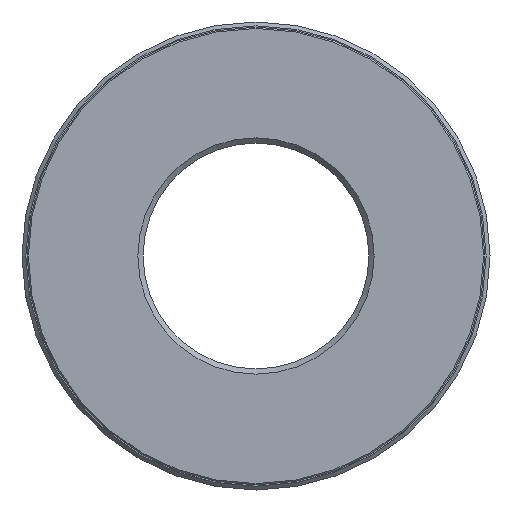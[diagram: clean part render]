
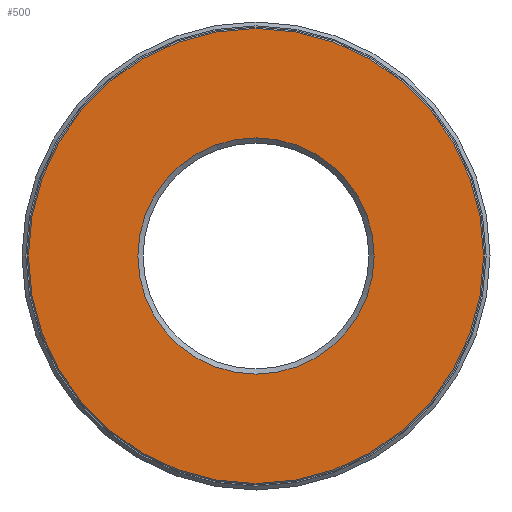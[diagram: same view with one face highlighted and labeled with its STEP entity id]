
A CAD part, front view. The second image highlights one B-rep face of the part: STEP entity #500.
In plain terms, the highlighted planar face has unit normal (0, -1, 0).
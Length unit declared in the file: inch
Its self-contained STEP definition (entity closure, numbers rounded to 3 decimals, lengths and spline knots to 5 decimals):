
#2 = DIRECTION ( 'NONE',  ( 0., 0., 1. ) ) ;
#22 = ORIENTED_EDGE ( 'NONE', *, *, #230, .F. ) ;
#25 = CIRCLE ( 'NONE', #249, 0.88125 ) ;
#33 = VERTEX_POINT ( 'NONE', #135 ) ;
#42 = CIRCLE ( 'NONE', #157, 0.4575 ) ;
#82 = PLANE ( 'NONE',  #573 ) ;
#91 = DIRECTION ( 'NONE',  ( 0., 0., 1. ) ) ;
#97 = EDGE_LOOP ( 'NONE', ( #22 ) ) ;
#135 = CARTESIAN_POINT ( 'NONE',  ( 0., 0., 0.88125 ) ) ;
#157 = AXIS2_PLACEMENT_3D ( 'NONE', #510, #464, #91 ) ;
#186 = CARTESIAN_POINT ( 'NONE',  ( 0., 0., 0.4575 ) ) ;
#230 = EDGE_CURVE ( 'NONE', #33, #33, #25, .T. ) ;
#241 = ORIENTED_EDGE ( 'NONE', *, *, #580, .T. ) ;
#249 = AXIS2_PLACEMENT_3D ( 'NONE', #561, #280, #2 ) ;
#257 = FACE_BOUND ( 'NONE', #453, .T. ) ;
#270 = DIRECTION ( 'NONE',  ( 0., 1., 0. ) ) ;
#280 = DIRECTION ( 'NONE',  ( 0., 1., 0. ) ) ;
#405 = CARTESIAN_POINT ( 'NONE',  ( 0., 0., 0. ) ) ;
#440 = VERTEX_POINT ( 'NONE', #186 ) ;
#449 = DIRECTION ( 'NONE',  ( 0., 0., 1. ) ) ;
#453 = EDGE_LOOP ( 'NONE', ( #241 ) ) ;
#464 = DIRECTION ( 'NONE',  ( 0., 1., 0. ) ) ;
#500 = ADVANCED_FACE ( 'NONE', ( #586, #257 ), #82, .F. ) ;
#510 = CARTESIAN_POINT ( 'NONE',  ( 0., 0., 0. ) ) ;
#561 = CARTESIAN_POINT ( 'NONE',  ( 0., 0., 0. ) ) ;
#573 = AXIS2_PLACEMENT_3D ( 'NONE', #405, #270, #449 ) ;
#580 = EDGE_CURVE ( 'NONE', #440, #440, #42, .T. ) ;
#586 = FACE_OUTER_BOUND ( 'NONE', #97, .T. ) ;
